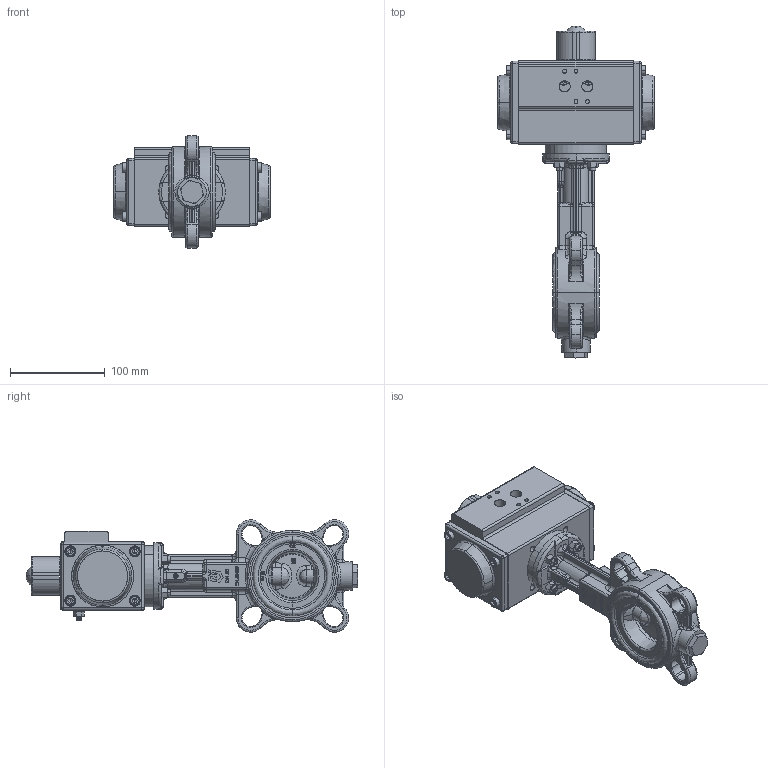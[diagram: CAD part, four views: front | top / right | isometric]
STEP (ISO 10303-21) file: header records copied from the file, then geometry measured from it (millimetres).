
FILE_DESCRIPTION (( 'STEP AP203' ), '1' );
FILE_NAME ('AK01_DN50_pneu..STEP', '2022-11-03T13:47:57', ( '' ), ( '' ), 'SwSTEP 2.0', 'SolidWorks 2021', '' );
FILE_SCHEMA (( 'CONFIG_CONTROL_DESIGN' ));
Products named in the file (1): AK01_DN50_pneu.
Bounding box: 165 x 349.65 x 118.39 mm (x, y, z)
Surface area: 149866.1 mm2 (no closed solid volume)
Topology: 0 solids, 378 shells, 1519 faces, 5238 edges, 3925 vertices
Faces by surface type: bspline 584, plane 480, cylinder 349, cone 104, sphere 2
Entity records: 98096 total; most frequent: CARTESIAN_POINT 58584, ORIENTED_EDGE 7705, DIRECTION 6718, EDGE_CURVE 5156, VERTEX_POINT 3925, LINE 2246, VECTOR 2246, AXIS2_PLACEMENT_3D 2236
